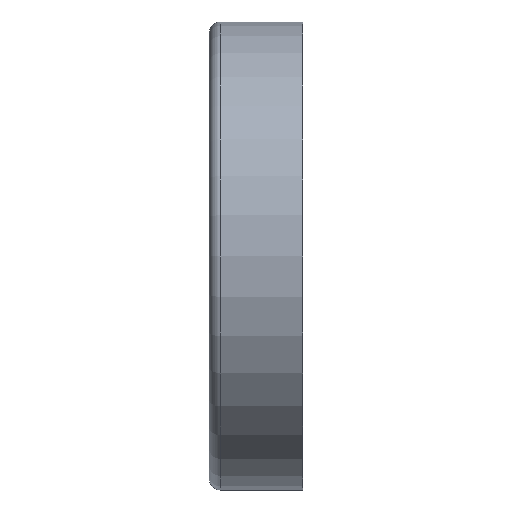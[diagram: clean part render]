
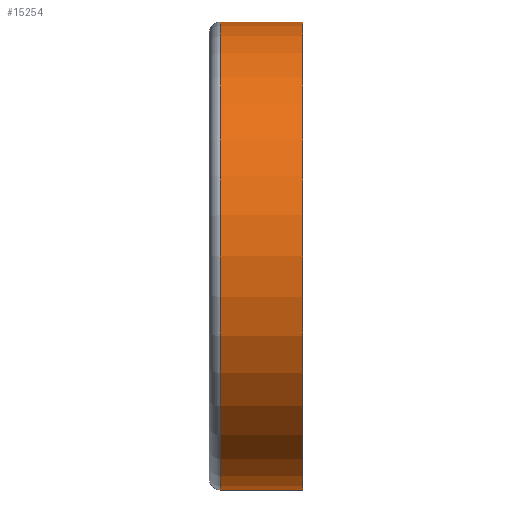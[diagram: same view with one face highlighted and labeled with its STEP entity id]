
A CAD part, left-side view. The second image highlights one B-rep face of the part: STEP entity #15254.
In plain terms, the highlighted cylindrical face has radius 62.5 mm (diameter 125 mm), a partial arc.
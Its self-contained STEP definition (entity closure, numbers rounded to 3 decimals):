
#323 = ORIENTED_EDGE ( 'NONE', *, *, #12696, .T. ) ;
#623 = CARTESIAN_POINT ( 'NONE',  ( 0., 22., 0. ) ) ;
#1188 = VECTOR ( 'NONE', #11476, 1000. ) ;
#1362 = CARTESIAN_POINT ( 'NONE',  ( 0., 22., -62.5 ) ) ;
#2252 = CARTESIAN_POINT ( 'NONE',  ( 0., 0., 62.5 ) ) ;
#2713 = VERTEX_POINT ( 'NONE', #8235 ) ;
#3186 = EDGE_CURVE ( 'NONE', #10482, #2713, #3501, .T. ) ;
#3188 = DIRECTION ( 'NONE',  ( 0., -1., 0. ) ) ;
#3501 = CIRCLE ( 'NONE', #9552, 62.5 ) ;
#3689 = DIRECTION ( 'NONE',  ( 0., -1., 0. ) ) ;
#4006 = DIRECTION ( 'NONE',  ( 0., -1., 0. ) ) ;
#4097 = EDGE_CURVE ( 'NONE', #10280, #2713, #15532, .T. ) ;
#4173 = DIRECTION ( 'NONE',  ( 0., 0., -1. ) ) ;
#4533 = FACE_OUTER_BOUND ( 'NONE', #4687, .T. ) ;
#4687 = EDGE_LOOP ( 'NONE', ( #10858, #323, #6930, #4823 ) ) ;
#4823 = ORIENTED_EDGE ( 'NONE', *, *, #3186, .F. ) ;
#6138 = DIRECTION ( 'NONE',  ( 0., 0., -1. ) ) ;
#6705 = CIRCLE ( 'NONE', #6715, 62.5 ) ;
#6715 = AXIS2_PLACEMENT_3D ( 'NONE', #623, #3188, #11743 ) ;
#6930 = ORIENTED_EDGE ( 'NONE', *, *, #4097, .T. ) ;
#7130 = DIRECTION ( 'NONE',  ( 0., -1., 0. ) ) ;
#7646 = EDGE_CURVE ( 'NONE', #9470, #10482, #13142, .T. ) ;
#8235 = CARTESIAN_POINT ( 'NONE',  ( 0., 0., -62.5 ) ) ;
#9470 = VERTEX_POINT ( 'NONE', #15351 ) ;
#9552 = AXIS2_PLACEMENT_3D ( 'NONE', #13844, #4006, #4173 ) ;
#9864 = CARTESIAN_POINT ( 'NONE',  ( 0., 0., 0. ) ) ;
#10280 = VERTEX_POINT ( 'NONE', #1362 ) ;
#10482 = VERTEX_POINT ( 'NONE', #11518 ) ;
#10858 = ORIENTED_EDGE ( 'NONE', *, *, #7646, .F. ) ;
#11360 = CARTESIAN_POINT ( 'NONE',  ( 0., 0., -62.5 ) ) ;
#11476 = DIRECTION ( 'NONE',  ( 0., -1., 0. ) ) ;
#11518 = CARTESIAN_POINT ( 'NONE',  ( 0., 0., 62.5 ) ) ;
#11743 = DIRECTION ( 'NONE',  ( 0., 0., -1. ) ) ;
#12696 = EDGE_CURVE ( 'NONE', #9470, #10280, #6705, .T. ) ;
#13142 = LINE ( 'NONE', #2252, #14885 ) ;
#13218 = CYLINDRICAL_SURFACE ( 'NONE', #14376, 62.5 ) ;
#13844 = CARTESIAN_POINT ( 'NONE',  ( 0., 0., 0. ) ) ;
#14376 = AXIS2_PLACEMENT_3D ( 'NONE', #9864, #3689, #6138 ) ;
#14885 = VECTOR ( 'NONE', #7130, 1000. ) ;
#15254 = ADVANCED_FACE ( 'NONE', ( #4533 ), #13218, .T. ) ;
#15351 = CARTESIAN_POINT ( 'NONE',  ( 0., 22., 62.5 ) ) ;
#15532 = LINE ( 'NONE', #11360, #1188 ) ;
